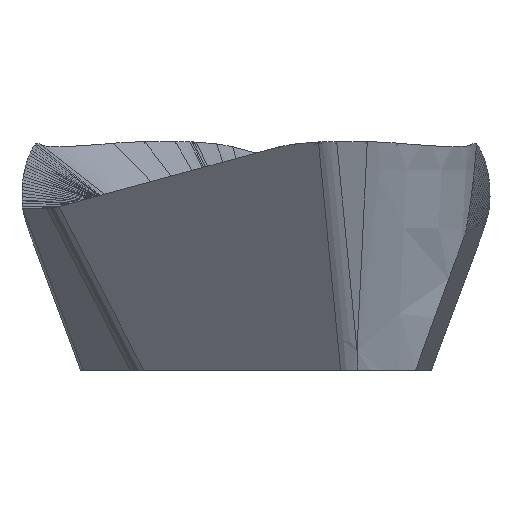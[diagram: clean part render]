
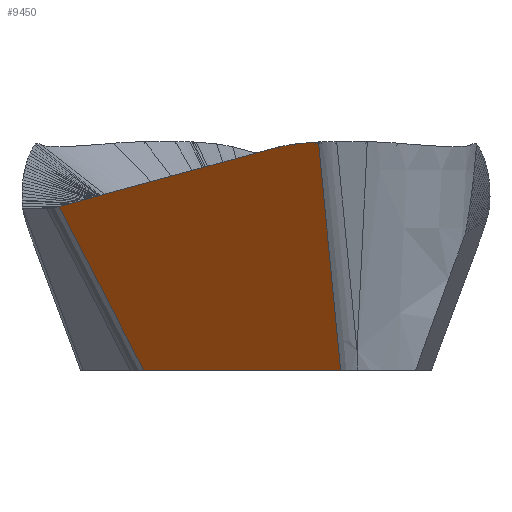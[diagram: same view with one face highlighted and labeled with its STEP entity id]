
A CAD part, left-side view. The second image highlights one B-rep face of the part: STEP entity #9450.
In plain terms, the highlighted planar face has unit normal (-0.814, 0.47, -0.342).
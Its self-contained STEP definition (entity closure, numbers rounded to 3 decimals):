
#1146=CARTESIAN_POINT('',(-6.582,2.459,-5.));
#2720=CARTESIAN_POINT('',(-9.073,-1.855,-5.));
#2730=DIRECTION('',(0.341,-0.091,-0.936));
#2731=VECTOR('',#2730,5.342);
#2732=CARTESIAN_POINT('',(-10.892,-1.367,
-0.001));
#2733=LINE('',#2732,#2731);
#2737=DIRECTION('',(0.5,0.866,0.));
#2738=VECTOR('',#2737,4.981);
#2739=CARTESIAN_POINT('',(-9.073,-1.855,-5.));
#2740=LINE('',#2739,#2738);
#2744=CARTESIAN_POINT('',(-7.023,4.306,
-1.415));
#2745=CARTESIAN_POINT('',(-7.02,4.31,
-1.416));
#2746=CARTESIAN_POINT('',(-7.018,4.313,
-1.417));
#2747=CARTESIAN_POINT('',(-7.016,4.316,
-1.418));
#2752=DIRECTION('',(0.555,0.803,-0.218));
#2753=VECTOR('',#2752,3.365);
#2754=CARTESIAN_POINT('',(-8.89,1.605,
-0.682));
#2755=LINE('',#2754,#2753);
#2759=DIRECTION('',(0.555,0.803,-0.218));
#2760=VECTOR('',#2759,2.644);
#2761=CARTESIAN_POINT('',(-10.358,-0.517,
-0.106));
#2762=LINE('',#2761,#2760);
#2766=CARTESIAN_POINT('',(-10.586,-0.867,
-0.044));
#2767=CARTESIAN_POINT('',(-10.54,-0.792,
-0.05));
#2768=CARTESIAN_POINT('',(-10.483,-0.704,
-0.064));
#2769=CARTESIAN_POINT('',(-10.423,-0.612,
-0.082));
#2770=CARTESIAN_POINT('',(-10.386,-0.559,
-0.095));
#2771=CARTESIAN_POINT('',(-10.368,-0.532,
-0.102));
#2772=CARTESIAN_POINT('',(-10.358,-0.517,
-0.106));
#2777=DIRECTION('',(0.522,0.85,-0.074));
#2778=VECTOR('',#2777,0.515);
#2779=CARTESIAN_POINT('',(-10.855,-1.305,
-0.005));
#2780=LINE('',#2779,#2778);
#2784=CARTESIAN_POINT('',(-10.892,-1.367,
-0.001));
#2785=CARTESIAN_POINT('',(-10.886,-1.357,
-0.002));
#2786=CARTESIAN_POINT('',(-10.873,-1.336,
-0.003));
#2787=CARTESIAN_POINT('',(-10.861,-1.315,
-0.005));
#2788=CARTESIAN_POINT('',(-10.855,-1.305,
-0.005));
#2805=DIRECTION('',(0.107,-0.458,-0.883));
#2806=VECTOR('',#2805,4.058);
#2807=CARTESIAN_POINT('',(-7.016,4.316,
-1.418));
#2808=LINE('',#2807,#2806);
#4188=VERTEX_POINT('',#2720);
#4193=VERTEX_POINT('',#1146);
#4411=CARTESIAN_POINT('',(-10.892,-1.367,
-0.001));
#4412=VERTEX_POINT('',#4411);
#4487=CARTESIAN_POINT('',(-7.016,4.316,
-1.418));
#4488=VERTEX_POINT('',#4487);
#4495=CARTESIAN_POINT('',(-10.855,-1.305,
-0.005));
#4496=VERTEX_POINT('',#4495);
#4497=CARTESIAN_POINT('',(-10.586,-0.867,
-0.044));
#4498=VERTEX_POINT('',#4497);
#4499=CARTESIAN_POINT('',(-10.358,-0.517,
-0.106));
#4500=VERTEX_POINT('',#4499);
#4501=CARTESIAN_POINT('',(-8.89,1.605,
-0.682));
#4502=VERTEX_POINT('',#4501);
#4503=CARTESIAN_POINT('',(-7.023,4.306,
-1.415));
#4504=VERTEX_POINT('',#4503);
#9433=CARTESIAN_POINT('',(-9.199,1.567,0.));
#9434=DIRECTION('',(0.814,-0.47,0.342));
#9435=DIRECTION('',(0.5,0.866,0.));
#9436=AXIS2_PLACEMENT_3D('',#9433,#9434,#9435);
#9437=PLANE('',#9436);
#9438=ORIENTED_EDGE('',*,*,#9421,.T.);
#9439=ORIENTED_EDGE('',*,*,#5301,.T.);
#9441=ORIENTED_EDGE('',*,*,#9440,.F.);
#9442=ORIENTED_EDGE('',*,*,#9006,.F.);
#9443=ORIENTED_EDGE('',*,*,#9080,.F.);
#9444=ORIENTED_EDGE('',*,*,#9125,.F.);
#9445=ORIENTED_EDGE('',*,*,#9171,.F.);
#9446=ORIENTED_EDGE('',*,*,#9221,.F.);
#9447=ORIENTED_EDGE('',*,*,#9259,.F.);
#9448=EDGE_LOOP('',(#9438,#9439,#9441,#9442,#9443,#9444,#9445,#9446,#9447));
#9449=FACE_OUTER_BOUND('',#9448,.F.);
#2748=B_SPLINE_CURVE_WITH_KNOTS('',3,(#2744,#2745,#2746,#2747),.UNSPECIFIED.,
.F.,.F.,(4,4),(0.,1.),.UNSPECIFIED.);
#2773=B_SPLINE_CURVE_WITH_KNOTS('',3,(#2766,#2767,#2768,#2769,#2770,#2771,
#2772),.UNSPECIFIED.,.F.,.F.,(4,1,1,1,4),(0.,0.5,0.75,0.875,1.),
.UNSPECIFIED.);
#2789=B_SPLINE_CURVE_WITH_KNOTS('',3,(#2784,#2785,#2786,#2787,#2788),
.UNSPECIFIED.,.F.,.F.,(4,1,4),(0.,0.5,1.),.UNSPECIFIED.);
#5301=EDGE_CURVE('',#4188,#4193,#2740,.T.);
#9006=EDGE_CURVE('',#4504,#4488,#2748,.T.);
#9080=EDGE_CURVE('',#4502,#4504,#2755,.T.);
#9125=EDGE_CURVE('',#4500,#4502,#2762,.T.);
#9171=EDGE_CURVE('',#4498,#4500,#2773,.T.);
#9221=EDGE_CURVE('',#4496,#4498,#2780,.T.);
#9259=EDGE_CURVE('',#4412,#4496,#2789,.T.);
#9421=EDGE_CURVE('',#4412,#4188,#2733,.T.);
#9440=EDGE_CURVE('',#4488,#4193,#2808,.T.);
#9450=ADVANCED_FACE('',(#9449),#9437,.F.);
